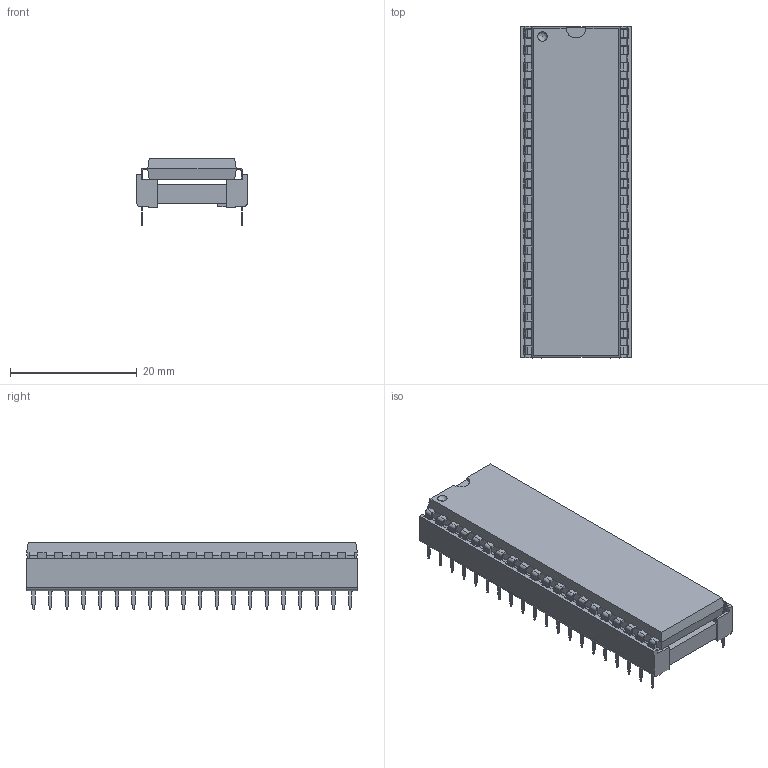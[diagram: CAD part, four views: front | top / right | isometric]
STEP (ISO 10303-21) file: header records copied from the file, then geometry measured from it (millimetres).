
FILE_DESCRIPTION(('FreeCAD Model'),'2;1');
FILE_NAME('Open CASCADE Shape Model','2025-05-05T05:57:46',('FreeCAD'),( 'FreeCAD'),'Open CASCADE STEP processor 7.6','FreeCAD','Unknown');
FILE_SCHEMA(('AUTOMOTIVE_DESIGN { 1 0 10303 214 1 1 1 1 }'));
Products named in the file (1): Open CASCADE STEP translator 7.6 1
Bounding box: 17.62 x 52.43 x 10.59 mm (x, y, z)
Volume: 3800.1 mm3; surface area: 6852.8 mm2
Topology: 2 solids, 2 shells, 5385 faces, 13015 edges, 7636 vertices
Faces by surface type: bspline 5385
Entity records: 387952 total; most frequent: CARTESIAN_POINT 309376, ORIENTED_EDGE 26028, EDGE_CURVE 13014, B_SPLINE_CURVE_WITH_KNOTS 11402, VERTEX_POINT 7636, FACE_BOUND 5476, EDGE_LOOP 5476, ADVANCED_FACE 5385
